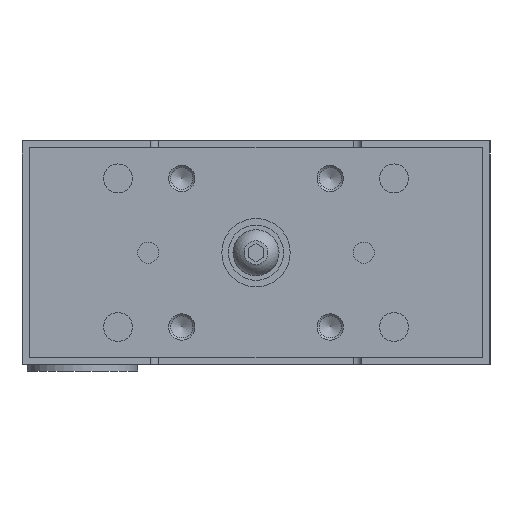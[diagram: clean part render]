
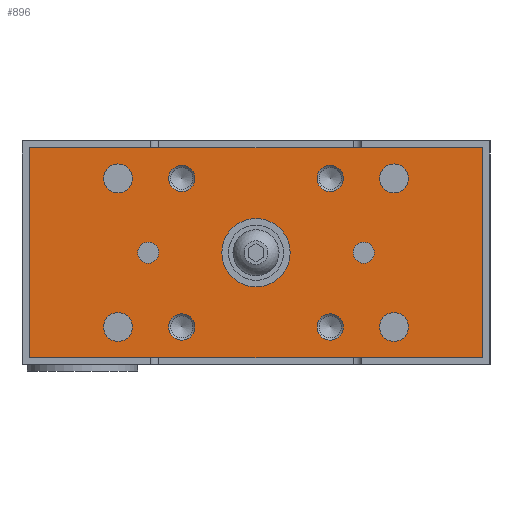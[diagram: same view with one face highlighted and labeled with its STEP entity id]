
A CAD part, left-side view. The second image highlights one B-rep face of the part: STEP entity #896.
In plain terms, the highlighted planar face has unit normal (-1, 0, 0).
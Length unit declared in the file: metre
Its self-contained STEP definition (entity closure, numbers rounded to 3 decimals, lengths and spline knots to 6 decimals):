
#896 = ADVANCED_FACE( '', ( #2112, #2113, #2114, #2115, #2116, #2117, #2118, #2119, #2120, #2121, #2122, #2123 ), #2124, .F. );
#2112 = FACE_BOUND( '', #3634, .T. );
#2113 = FACE_BOUND( '', #3635, .T. );
#2114 = FACE_BOUND( '', #3636, .T. );
#2115 = FACE_BOUND( '', #3637, .T. );
#2116 = FACE_BOUND( '', #3638, .T. );
#2117 = FACE_BOUND( '', #3639, .T. );
#2118 = FACE_BOUND( '', #3640, .T. );
#2119 = FACE_BOUND( '', #3641, .T. );
#2120 = FACE_BOUND( '', #3642, .T. );
#2121 = FACE_BOUND( '', #3643, .T. );
#2122 = FACE_BOUND( '', #3644, .T. );
#2123 = FACE_OUTER_BOUND( '', #3645, .T. );
#2124 = PLANE( '', #3646 );
#3634 = EDGE_LOOP( '', ( #6102 ) );
#3635 = EDGE_LOOP( '', ( #6103 ) );
#3636 = EDGE_LOOP( '', ( #6104 ) );
#3637 = EDGE_LOOP( '', ( #6105 ) );
#3638 = EDGE_LOOP( '', ( #6106 ) );
#3639 = EDGE_LOOP( '', ( #6107 ) );
#3640 = EDGE_LOOP( '', ( #6108 ) );
#3641 = EDGE_LOOP( '', ( #6109 ) );
#3642 = EDGE_LOOP( '', ( #6110 ) );
#3643 = EDGE_LOOP( '', ( #6111 ) );
#3644 = EDGE_LOOP( '', ( #6112 ) );
#3645 = EDGE_LOOP( '', ( #6113, #6114, #6115, #6116 ) );
#3646 = AXIS2_PLACEMENT_3D( '', #6117, #6118, #6119 );
#6102 = ORIENTED_EDGE( '', *, *, #7995, .T. );
#6103 = ORIENTED_EDGE( '', *, *, #8266, .T. );
#6104 = ORIENTED_EDGE( '', *, *, #8267, .F. );
#6105 = ORIENTED_EDGE( '', *, *, #8039, .F. );
#6106 = ORIENTED_EDGE( '', *, *, #8268, .T. );
#6107 = ORIENTED_EDGE( '', *, *, #7936, .T. );
#6108 = ORIENTED_EDGE( '', *, *, #7847, .T. );
#6109 = ORIENTED_EDGE( '', *, *, #8269, .T. );
#6110 = ORIENTED_EDGE( '', *, *, #7440, .T. );
#6111 = ORIENTED_EDGE( '', *, *, #8270, .T. );
#6112 = ORIENTED_EDGE( '', *, *, #8271, .T. );
#6113 = ORIENTED_EDGE( '', *, *, #8272, .T. );
#6114 = ORIENTED_EDGE( '', *, *, #8249, .T. );
#6115 = ORIENTED_EDGE( '', *, *, #8273, .T. );
#6116 = ORIENTED_EDGE( '', *, *, #7992, .T. );
#6117 = CARTESIAN_POINT( '', ( -0.037, 0.086, -0.0025 ) );
#6118 = DIRECTION( '', ( 1., 0., 0. ) );
#6119 = DIRECTION( '', ( 0., 0., 1. ) );
#7440 = EDGE_CURVE( '', #8620, #8620, #8621, .T. );
#7847 = EDGE_CURVE( '', #9312, #9312, #9313, .T. );
#7936 = EDGE_CURVE( '', #9441, #9441, #9442, .T. );
#7992 = EDGE_CURVE( '', #9520, #9518, #9521, .T. );
#7995 = EDGE_CURVE( '', #9524, #9524, #9525, .T. );
#8039 = EDGE_CURVE( '', #9588, #9588, #9589, .T. );
#8249 = EDGE_CURVE( '', #9884, #9882, #9885, .T. );
#8266 = EDGE_CURVE( '', #9906, #9906, #9907, .T. );
#8267 = EDGE_CURVE( '', #9908, #9908, #9909, .T. );
#8268 = EDGE_CURVE( '', #9910, #9910, #9911, .T. );
#8269 = EDGE_CURVE( '', #9912, #9912, #9913, .T. );
#8270 = EDGE_CURVE( '', #9914, #9914, #9915, .T. );
#8271 = EDGE_CURVE( '', #9916, #9916, #9917, .T. );
#8272 = EDGE_CURVE( '', #9518, #9884, #9918, .T. );
#8273 = EDGE_CURVE( '', #9882, #9520, #9919, .T. );
#8620 = VERTEX_POINT( '', #10329 );
#8621 = CIRCLE( '', #10330, 0.0055 );
#9312 = VERTEX_POINT( '', #11412 );
#9313 = CIRCLE( '', #11413, 0.0055 );
#9441 = VERTEX_POINT( '', #11582 );
#9442 = CIRCLE( '', #11583, 0.0055 );
#9518 = VERTEX_POINT( '', #11703 );
#9520 = VERTEX_POINT( '', #11706 );
#9521 = LINE( '', #11707, #11708 );
#9524 = VERTEX_POINT( '', #11712 );
#9525 = CIRCLE( '', #11713, 0.013 );
#9588 = VERTEX_POINT( '', #11893 );
#9589 = CIRCLE( '', #11894, 0.005 );
#9882 = VERTEX_POINT( '', #12620 );
#9884 = VERTEX_POINT( '', #12623 );
#9885 = LINE( '', #12624, #12625 );
#9906 = VERTEX_POINT( '', #12650 );
#9907 = CIRCLE( '', #12651, 0.005 );
#9908 = VERTEX_POINT( '', #12652 );
#9909 = CIRCLE( '', #12653, 0.005 );
#9910 = VERTEX_POINT( '', #12654 );
#9911 = CIRCLE( '', #12655, 0.005 );
#9912 = VERTEX_POINT( '', #12656 );
#9913 = CIRCLE( '', #12657, 0.0055 );
#9914 = VERTEX_POINT( '', #12658 );
#9915 = CIRCLE( '', #12659, 0.004 );
#9916 = VERTEX_POINT( '', #12660 );
#9917 = CIRCLE( '', #12661, 0.004 );
#9918 = LINE( '', #12662, #12663 );
#9919 = LINE( '', #12664, #12665 );
#10329 = CARTESIAN_POINT( '', ( -0.037, -0.047, -0.07075 ) );
#10330 = AXIS2_PLACEMENT_3D( '', #13199, #13200, #13201 );
#11412 = CARTESIAN_POINT( '', ( -0.037, -0.047, -0.01425 ) );
#11413 = AXIS2_PLACEMENT_3D( '', #13801, #13802, #13803 );
#11582 = CARTESIAN_POINT( '', ( -0.037, 0.058, -0.01425 ) );
#11583 = AXIS2_PLACEMENT_3D( '', #13925, #13926, #13927 );
#11703 = CARTESIAN_POINT( '', ( -0.037, 0.086, -0.0025 ) );
#11706 = CARTESIAN_POINT( '', ( -0.037, -0.086, -0.0025 ) );
#11707 = CARTESIAN_POINT( '', ( -0.037, -0.086, -0.0025 ) );
#11708 = VECTOR( '', #13987, 1. );
#11712 = CARTESIAN_POINT( '', ( -0.037, 0.013, -0.0425 ) );
#11713 = AXIS2_PLACEMENT_3D( '', #13989, #13990, #13991 );
#11893 = CARTESIAN_POINT( '', ( -0.037, 0.02325, -0.07075 ) );
#11894 = AXIS2_PLACEMENT_3D( '', #14041, #14042, #14043 );
#12620 = CARTESIAN_POINT( '', ( -0.037, -0.086, -0.0825 ) );
#12623 = CARTESIAN_POINT( '', ( -0.037, 0.086, -0.0825 ) );
#12624 = CARTESIAN_POINT( '', ( -0.037, 0.086, -0.0825 ) );
#12625 = VECTOR( '', #14310, 1. );
#12650 = CARTESIAN_POINT( '', ( -0.037, 0.02325, -0.01425 ) );
#12651 = AXIS2_PLACEMENT_3D( '', #14327, #14328, #14329 );
#12652 = CARTESIAN_POINT( '', ( -0.037, -0.02325, -0.01425 ) );
#12653 = AXIS2_PLACEMENT_3D( '', #14330, #14331, #14332 );
#12654 = CARTESIAN_POINT( '', ( -0.037, -0.02325, -0.07075 ) );
#12655 = AXIS2_PLACEMENT_3D( '', #14333, #14334, #14335 );
#12656 = CARTESIAN_POINT( '', ( -0.037, 0.058, -0.07075 ) );
#12657 = AXIS2_PLACEMENT_3D( '', #14336, #14337, #14338 );
#12658 = CARTESIAN_POINT( '', ( -0.037, 0.045, -0.0425 ) );
#12659 = AXIS2_PLACEMENT_3D( '', #14339, #14340, #14341 );
#12660 = CARTESIAN_POINT( '', ( -0.037, -0.037, -0.0425 ) );
#12661 = AXIS2_PLACEMENT_3D( '', #14342, #14343, #14344 );
#12662 = CARTESIAN_POINT( '', ( -0.037, 0.086, -0.0025 ) );
#12663 = VECTOR( '', #14345, 1. );
#12664 = CARTESIAN_POINT( '', ( -0.037, -0.086, -0.0825 ) );
#12665 = VECTOR( '', #14346, 1. );
#13199 = CARTESIAN_POINT( '', ( -0.037, -0.0525, -0.07075 ) );
#13200 = DIRECTION( '', ( 1., 0., 0. ) );
#13201 = DIRECTION( '', ( 0., 1., 0. ) );
#13801 = CARTESIAN_POINT( '', ( -0.037, -0.0525, -0.01425 ) );
#13802 = DIRECTION( '', ( 1., 0., 0. ) );
#13803 = DIRECTION( '', ( 0., 1., 0. ) );
#13925 = CARTESIAN_POINT( '', ( -0.037, 0.0525, -0.01425 ) );
#13926 = DIRECTION( '', ( 1., 0., 0. ) );
#13927 = DIRECTION( '', ( 0., 1., 0. ) );
#13987 = DIRECTION( '', ( 0., 1., 0. ) );
#13989 = CARTESIAN_POINT( '', ( -0.037, 0., -0.0425 ) );
#13990 = DIRECTION( '', ( 1., 0., 0. ) );
#13991 = DIRECTION( '', ( 0., 1., 0. ) );
#14041 = CARTESIAN_POINT( '', ( -0.037, 0.02825, -0.07075 ) );
#14042 = DIRECTION( '', ( -1., 0., 0. ) );
#14043 = DIRECTION( '', ( 0., -1., 0. ) );
#14310 = DIRECTION( '', ( 0., -1., 0. ) );
#14327 = CARTESIAN_POINT( '', ( -0.037, 0.02825, -0.01425 ) );
#14328 = DIRECTION( '', ( 1., 0., 0. ) );
#14329 = DIRECTION( '', ( 0., -1., 0. ) );
#14330 = CARTESIAN_POINT( '', ( -0.037, -0.02825, -0.01425 ) );
#14331 = DIRECTION( '', ( -1., 0., 0. ) );
#14332 = DIRECTION( '', ( 0., 1., 0. ) );
#14333 = CARTESIAN_POINT( '', ( -0.037, -0.02825, -0.07075 ) );
#14334 = DIRECTION( '', ( 1., 0., 0. ) );
#14335 = DIRECTION( '', ( 0., 1., 0. ) );
#14336 = CARTESIAN_POINT( '', ( -0.037, 0.0525, -0.07075 ) );
#14337 = DIRECTION( '', ( 1., 0., 0. ) );
#14338 = DIRECTION( '', ( 0., 1., 0. ) );
#14339 = CARTESIAN_POINT( '', ( -0.037, 0.041, -0.0425 ) );
#14340 = DIRECTION( '', ( 1., 0., 0. ) );
#14341 = DIRECTION( '', ( 0., 1., 0. ) );
#14342 = CARTESIAN_POINT( '', ( -0.037, -0.041, -0.0425 ) );
#14343 = DIRECTION( '', ( 1., 0., 0. ) );
#14344 = DIRECTION( '', ( 0., 1., 0. ) );
#14345 = DIRECTION( '', ( 0., 0., -1. ) );
#14346 = DIRECTION( '', ( 0., 0., 1. ) );
